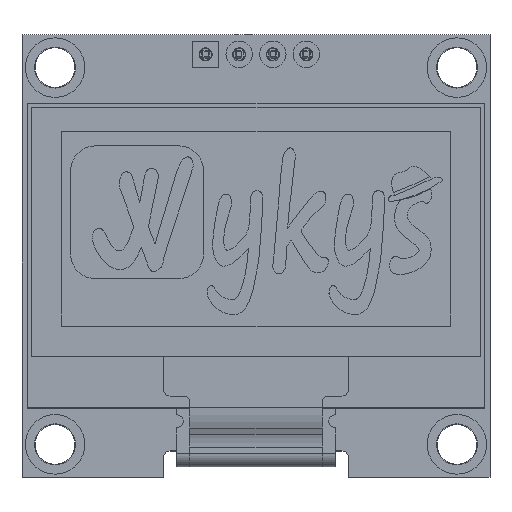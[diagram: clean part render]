
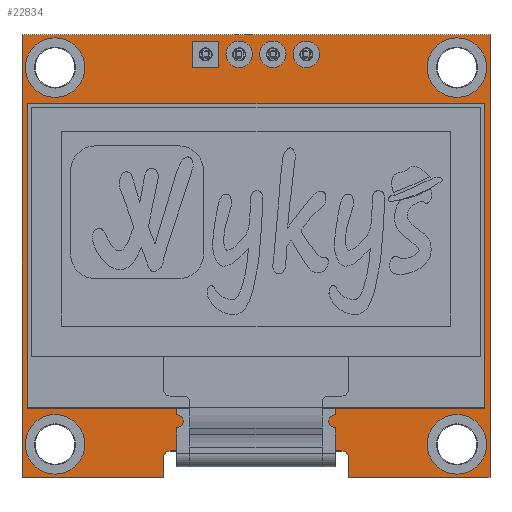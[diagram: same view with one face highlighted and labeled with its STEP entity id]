
A CAD part, top view. The second image highlights one B-rep face of the part: STEP entity #22834.
In plain terms, the highlighted planar face has unit normal (0, 0, 1).
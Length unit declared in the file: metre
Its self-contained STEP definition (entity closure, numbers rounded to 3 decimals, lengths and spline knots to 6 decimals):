
#2104=CIRCLE('',#24874,0.0005);
#2105=CIRCLE('',#24876,0.00155);
#2106=CIRCLE('',#24878,0.00155);
#2107=CIRCLE('',#24880,0.00155);
#2108=CIRCLE('',#24882,0.00155);
#2109=CIRCLE('',#24884,0.0005);
#2110=CIRCLE('',#24886,0.0005);
#2111=CIRCLE('',#24888,0.0005);
#2112=CIRCLE('',#24890,0.0005);
#2113=CIRCLE('',#24891,0.0005);
#4880=ORIENTED_EDGE('',*,*,#10485,.F.);
#4881=ORIENTED_EDGE('',*,*,#10484,.F.);
#4882=ORIENTED_EDGE('',*,*,#10483,.F.);
#4883=ORIENTED_EDGE('',*,*,#10486,.F.);
#4884=ORIENTED_EDGE('',*,*,#10487,.T.);
#4885=ORIENTED_EDGE('',*,*,#10488,.F.);
#4886=ORIENTED_EDGE('',*,*,#10489,.T.);
#4887=ORIENTED_EDGE('',*,*,#10490,.F.);
#4888=ORIENTED_EDGE('',*,*,#10491,.T.);
#4889=ORIENTED_EDGE('',*,*,#10492,.T.);
#4890=ORIENTED_EDGE('',*,*,#10493,.F.);
#4891=ORIENTED_EDGE('',*,*,#10494,.F.);
#4892=ORIENTED_EDGE('',*,*,#10495,.T.);
#4893=ORIENTED_EDGE('',*,*,#10482,.F.);
#4894=ORIENTED_EDGE('',*,*,#10481,.F.);
#4895=ORIENTED_EDGE('',*,*,#10480,.F.);
#4896=ORIENTED_EDGE('',*,*,#10479,.F.);
#4897=ORIENTED_EDGE('',*,*,#10478,.F.);
#10478=EDGE_CURVE('',#13359,#13359,#2104,.T.);
#10479=EDGE_CURVE('',#13360,#13360,#2105,.T.);
#10480=EDGE_CURVE('',#13361,#13361,#2106,.T.);
#10481=EDGE_CURVE('',#13362,#13362,#2107,.T.);
#10482=EDGE_CURVE('',#13363,#13363,#2108,.T.);
#10483=EDGE_CURVE('',#13364,#13364,#2109,.T.);
#10484=EDGE_CURVE('',#13365,#13365,#2110,.T.);
#10485=EDGE_CURVE('',#13366,#13366,#2111,.T.);
#10486=EDGE_CURVE('',#13367,#13368,#15527,.T.);
#10487=EDGE_CURVE('',#13367,#13369,#2112,.F.);
#10488=EDGE_CURVE('',#13370,#13369,#15528,.T.);
#10489=EDGE_CURVE('',#13370,#13371,#2113,.F.);
#10490=EDGE_CURVE('',#13372,#13371,#15529,.T.);
#10491=EDGE_CURVE('',#13372,#13373,#15530,.T.);
#10492=EDGE_CURVE('',#13373,#13374,#15531,.T.);
#10493=EDGE_CURVE('',#13375,#13374,#15532,.T.);
#10494=EDGE_CURVE('',#13376,#13375,#15533,.T.);
#10495=EDGE_CURVE('',#13376,#13368,#15534,.T.);
#13359=VERTEX_POINT('',#33839);
#13360=VERTEX_POINT('',#33842);
#13361=VERTEX_POINT('',#33845);
#13362=VERTEX_POINT('',#33848);
#13363=VERTEX_POINT('',#33851);
#13364=VERTEX_POINT('',#33854);
#13365=VERTEX_POINT('',#33857);
#13366=VERTEX_POINT('',#33860);
#13367=VERTEX_POINT('',#33863);
#13368=VERTEX_POINT('',#33864);
#13369=VERTEX_POINT('',#33866);
#13370=VERTEX_POINT('',#33868);
#13371=VERTEX_POINT('',#33870);
#13372=VERTEX_POINT('',#33872);
#13373=VERTEX_POINT('',#33874);
#13374=VERTEX_POINT('',#33876);
#13375=VERTEX_POINT('',#33878);
#13376=VERTEX_POINT('',#33880);
#15527=LINE('',#33862,#17424);
#15528=LINE('',#33867,#17425);
#15529=LINE('',#33871,#17426);
#15530=LINE('',#33873,#17427);
#15531=LINE('',#33875,#17428);
#15532=LINE('',#33877,#17429);
#15533=LINE('',#33879,#17430);
#15534=LINE('',#33881,#17431);
#17424=VECTOR('',#28592,1.);
#17425=VECTOR('',#28595,1.);
#17426=VECTOR('',#28598,1.);
#17427=VECTOR('',#28599,1.);
#17428=VECTOR('',#28600,1.);
#17429=VECTOR('',#28601,1.);
#17430=VECTOR('',#28602,1.);
#17431=VECTOR('',#28603,1.);
#19242=EDGE_LOOP('',(#4880));
#19243=EDGE_LOOP('',(#4881));
#19244=EDGE_LOOP('',(#4882));
#19245=EDGE_LOOP('',(#4883,#4884,#4885,#4886,#4887,#4888,#4889,#4890,#4891,
#4892));
#19246=EDGE_LOOP('',(#4893));
#19247=EDGE_LOOP('',(#4894));
#19248=EDGE_LOOP('',(#4895));
#19249=EDGE_LOOP('',(#4896));
#19250=EDGE_LOOP('',(#4897));
#20805=FACE_BOUND('',#19242,.T.);
#20806=FACE_BOUND('',#19243,.T.);
#20807=FACE_BOUND('',#19244,.T.);
#20808=FACE_BOUND('',#19245,.T.);
#20809=FACE_BOUND('',#19246,.T.);
#20810=FACE_BOUND('',#19247,.T.);
#20811=FACE_BOUND('',#19248,.T.);
#20812=FACE_BOUND('',#19249,.T.);
#20813=FACE_BOUND('',#19250,.T.);
#21944=PLANE('',#24889);
#22834=ADVANCED_FACE('',(#20805,#20806,#20807,#20808,#20809,#20810,#20811,
#20812,#20813),#21944,.T.);
#24874=AXIS2_PLACEMENT_3D('',#33838,#28560,#28561);
#24876=AXIS2_PLACEMENT_3D('',#33841,#28564,#28565);
#24878=AXIS2_PLACEMENT_3D('',#33844,#28568,#28569);
#24880=AXIS2_PLACEMENT_3D('',#33847,#28572,#28573);
#24882=AXIS2_PLACEMENT_3D('',#33850,#28576,#28577);
#24884=AXIS2_PLACEMENT_3D('',#33853,#28580,#28581);
#24886=AXIS2_PLACEMENT_3D('',#33856,#28584,#28585);
#24888=AXIS2_PLACEMENT_3D('',#33859,#28588,#28589);
#24889=AXIS2_PLACEMENT_3D('',#33861,#28590,#28591);
#24890=AXIS2_PLACEMENT_3D('',#33865,#28593,#28594);
#24891=AXIS2_PLACEMENT_3D('',#33869,#28596,#28597);
#28560=DIRECTION('',(0.,0.,1.));
#28561=DIRECTION('',(1.,0.,0.));
#28564=DIRECTION('',(0.,0.,1.));
#28565=DIRECTION('',(1.,0.,0.));
#28568=DIRECTION('',(0.,0.,1.));
#28569=DIRECTION('',(1.,0.,0.));
#28572=DIRECTION('',(0.,0.,1.));
#28573=DIRECTION('',(1.,0.,0.));
#28576=DIRECTION('',(0.,0.,1.));
#28577=DIRECTION('',(1.,0.,0.));
#28580=DIRECTION('',(0.,0.,1.));
#28581=DIRECTION('',(1.,0.,0.));
#28584=DIRECTION('',(0.,0.,1.));
#28585=DIRECTION('',(1.,0.,0.));
#28588=DIRECTION('',(0.,0.,1.));
#28589=DIRECTION('',(1.,0.,0.));
#28590=DIRECTION('',(0.,0.,1.));
#28591=DIRECTION('',(1.,0.,0.));
#28592=DIRECTION('',(0.,-1.,0.));
#28593=DIRECTION('',(0.,0.,1.));
#28594=DIRECTION('',(1.,0.,0.));
#28595=DIRECTION('',(-1.,0.,0.));
#28596=DIRECTION('',(0.,0.,1.));
#28597=DIRECTION('',(1.,0.,0.));
#28598=DIRECTION('',(0.,1.,0.));
#28599=DIRECTION('',(1.,0.,0.));
#28600=DIRECTION('',(0.,1.,0.));
#28601=DIRECTION('',(1.,0.,0.));
#28602=DIRECTION('',(0.,1.,0.));
#28603=DIRECTION('',(1.,0.,0.));
#33838=CARTESIAN_POINT('',(0.00254,0.,0.0006));
#33839=CARTESIAN_POINT('',(0.00304,0.,0.0006));
#33841=CARTESIAN_POINT('',(-0.01139,-0.0295,0.0006));
#33842=CARTESIAN_POINT('',(-0.00984,-0.0295,0.0006));
#33844=CARTESIAN_POINT('',(0.01901,-0.0295,0.0006));
#33845=CARTESIAN_POINT('',(0.02056,-0.0295,0.0006));
#33847=CARTESIAN_POINT('',(0.01901,-0.001,0.0006));
#33848=CARTESIAN_POINT('',(0.02056,-0.001,0.0006));
#33850=CARTESIAN_POINT('',(-0.01139,-0.001,0.0006));
#33851=CARTESIAN_POINT('',(-0.00984,-0.001,0.0006));
#33853=CARTESIAN_POINT('',(0.00508,0.,0.0006));
#33854=CARTESIAN_POINT('',(0.00558,0.,0.0006));
#33856=CARTESIAN_POINT('',(0.00762,0.,0.0006));
#33857=CARTESIAN_POINT('',(0.00812,0.,0.0006));
#33859=CARTESIAN_POINT('',(0.,0.,0.0006));
#33860=CARTESIAN_POINT('',(0.0005,0.,0.0006));
#33861=CARTESIAN_POINT('',(0.00381,-0.01525,0.0006));
#33862=CARTESIAN_POINT('',(-0.00319,-0.031,0.0006));
#33863=CARTESIAN_POINT('',(-0.00319,-0.0305,0.0006));
#33864=CARTESIAN_POINT('',(-0.00319,-0.032,0.0006));
#33865=CARTESIAN_POINT('',(-0.00269,-0.0305,0.0006));
#33866=CARTESIAN_POINT('',(-0.00269,-0.03,0.0006));
#33867=CARTESIAN_POINT('',(0.00381,-0.03,0.0006));
#33868=CARTESIAN_POINT('',(0.01031,-0.03,0.0006));
#33869=CARTESIAN_POINT('',(0.01031,-0.0305,0.0006));
#33870=CARTESIAN_POINT('',(0.01081,-0.0305,0.0006));
#33871=CARTESIAN_POINT('',(0.01081,-0.031,0.0006));
#33872=CARTESIAN_POINT('',(0.01081,-0.032,0.0006));
#33873=CARTESIAN_POINT('',(0.01616,-0.032,0.0006));
#33874=CARTESIAN_POINT('',(0.02151,-0.032,0.0006));
#33875=CARTESIAN_POINT('',(0.02151,-0.01525,0.0006));
#33876=CARTESIAN_POINT('',(0.02151,0.0015,0.0006));
#33877=CARTESIAN_POINT('',(0.00381,0.0015,0.0006));
#33878=CARTESIAN_POINT('',(-0.01389,0.0015,0.0006));
#33879=CARTESIAN_POINT('',(-0.01389,-0.01525,0.0006));
#33880=CARTESIAN_POINT('',(-0.01389,-0.032,0.0006));
#33881=CARTESIAN_POINT('',(-0.00854,-0.032,0.0006));
